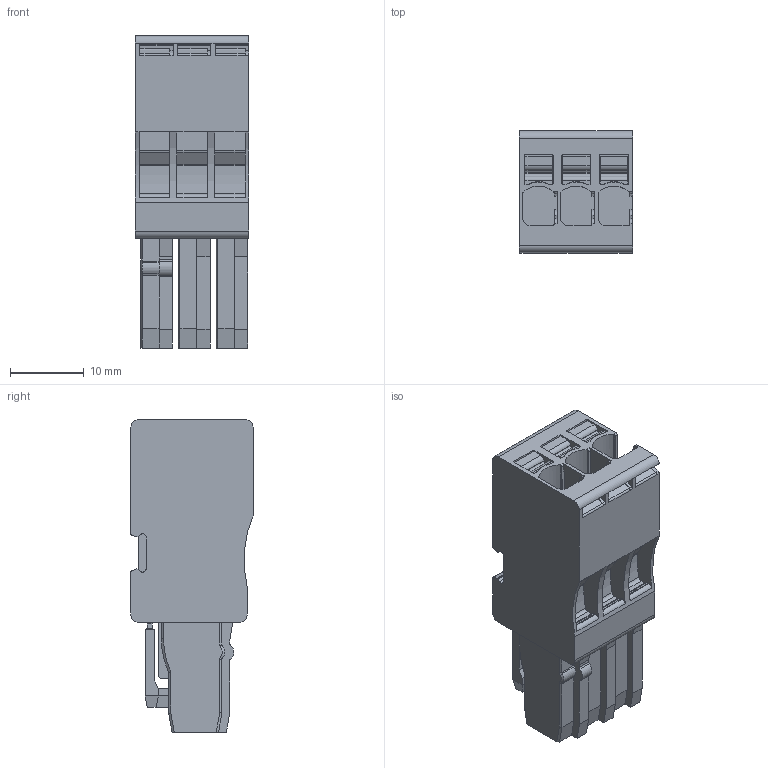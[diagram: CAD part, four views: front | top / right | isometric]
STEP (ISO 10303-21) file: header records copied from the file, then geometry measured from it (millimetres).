
FILE_DESCRIPTION(('CATIA V5R24 STEP','CAx-IF Rec.Pracs.--- Model Styling and Organization---1.2---2011-12-15'),'2;1');
FILE_NAME ('8655150_2', '2017-07-04T06:52:53+00:00', ('Weidmueller Interface'), ('Weidmueller'), 'CATIA Version 5-6 Release 2014 SP4 HF52', 'CATIA V5 STEP AP214', 'none');
FILE_SCHEMA(('AUTOMOTIVE_DESIGN { 1 0 10303 214 1 1 1 1 }'));
Length unit declared in the file: millimetre
Products named in the file (1): 1513650000_APG_2-5_3
Bounding box: 15.3 x 16.5 x 42.25 mm (x, y, z)
Volume: 7272.6 mm3; surface area: 4831.4 mm2
Topology: 4 solids, 11 shells, 804 faces, 2273 edges, 1497 vertices
Faces by surface type: plane 462, cylinder 297, extrusion 39, cone 6
Entity records: 26597 total; most frequent: CARTESIAN_POINT 5530, ORIENTED_EDGE 4546, DIRECTION 3543, EDGE_CURVE 2273, VECTOR 1661, LINE 1622, VERTEX_POINT 1497, AXIS2_PLACEMENT_3D 1204
